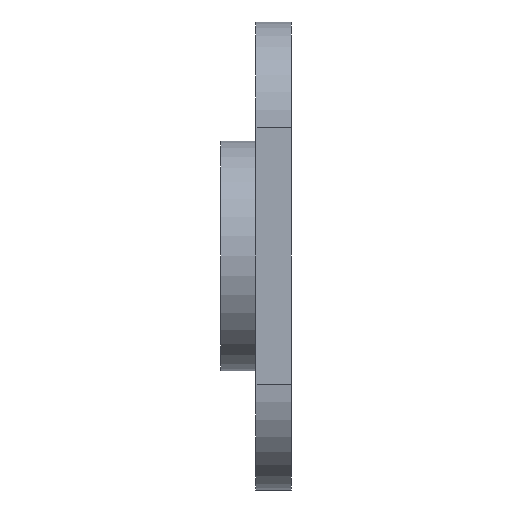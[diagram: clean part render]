
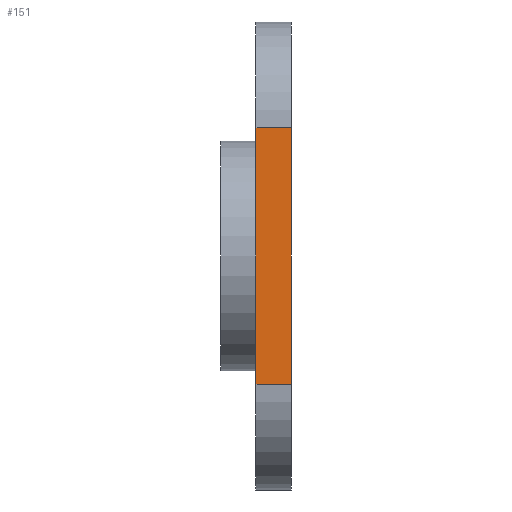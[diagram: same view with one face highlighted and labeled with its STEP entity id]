
A CAD part, left-side view. The second image highlights one B-rep face of the part: STEP entity #151.
In plain terms, the highlighted planar face has unit normal (-1, 0, 0).
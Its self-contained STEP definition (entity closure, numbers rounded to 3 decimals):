
#8 = CARTESIAN_POINT ( 'NONE',  ( -16.5, 2., -7.247 ) ) ;
#13 = CARTESIAN_POINT ( 'NONE',  ( -16.5, 0., -7.247 ) ) ;
#14 = LINE ( 'NONE', #102, #1050 ) ;
#63 = VERTEX_POINT ( 'NONE', #8 ) ;
#91 = EDGE_CURVE ( 'NONE', #63, #1118, #532, .T. ) ;
#102 = CARTESIAN_POINT ( 'NONE',  ( -16.5, 2., -7.247 ) ) ;
#127 = CARTESIAN_POINT ( 'NONE',  ( -16.5, 0., 7.247 ) ) ;
#151 = ADVANCED_FACE ( 'NONE', ( #662 ), #747, .F. ) ;
#206 = CARTESIAN_POINT ( 'NONE',  ( -16.5, 0., 7.247 ) ) ;
#228 = EDGE_LOOP ( 'NONE', ( #602, #470, #1111, #664 ) ) ;
#248 = VERTEX_POINT ( 'NONE', #206 ) ;
#263 = EDGE_CURVE ( 'NONE', #63, #506, #14, .T. ) ;
#279 = LINE ( 'NONE', #127, #364 ) ;
#282 = EDGE_CURVE ( 'NONE', #1118, #248, #803, .T. ) ;
#326 = EDGE_CURVE ( 'NONE', #506, #248, #279, .T. ) ;
#359 = AXIS2_PLACEMENT_3D ( 'NONE', #645, #471, #983 ) ;
#364 = VECTOR ( 'NONE', #477, 1000. ) ;
#454 = CARTESIAN_POINT ( 'NONE',  ( -16.5, 2., 7.247 ) ) ;
#470 = ORIENTED_EDGE ( 'NONE', *, *, #282, .F. ) ;
#471 = DIRECTION ( 'NONE',  ( 1., 0., 0. ) ) ;
#477 = DIRECTION ( 'NONE',  ( 0., 0., 1. ) ) ;
#506 = VERTEX_POINT ( 'NONE', #13 ) ;
#532 = LINE ( 'NONE', #454, #944 ) ;
#602 = ORIENTED_EDGE ( 'NONE', *, *, #326, .T. ) ;
#645 = CARTESIAN_POINT ( 'NONE',  ( -16.5, 2., 7.247 ) ) ;
#652 = DIRECTION ( 'NONE',  ( 0., -1., 0. ) ) ;
#662 = FACE_OUTER_BOUND ( 'NONE', #228, .T. ) ;
#664 = ORIENTED_EDGE ( 'NONE', *, *, #263, .T. ) ;
#715 = CARTESIAN_POINT ( 'NONE',  ( -16.5, 2., 7.247 ) ) ;
#747 = PLANE ( 'NONE',  #359 ) ;
#803 = LINE ( 'NONE', #1088, #945 ) ;
#877 = DIRECTION ( 'NONE',  ( 0., 0., 1. ) ) ;
#903 = DIRECTION ( 'NONE',  ( 0., -1., 0. ) ) ;
#944 = VECTOR ( 'NONE', #877, 1000. ) ;
#945 = VECTOR ( 'NONE', #903, 1000. ) ;
#983 = DIRECTION ( 'NONE',  ( 0., 0., -1. ) ) ;
#1050 = VECTOR ( 'NONE', #652, 1000. ) ;
#1088 = CARTESIAN_POINT ( 'NONE',  ( -16.5, 2., 7.247 ) ) ;
#1111 = ORIENTED_EDGE ( 'NONE', *, *, #91, .F. ) ;
#1118 = VERTEX_POINT ( 'NONE', #715 ) ;
